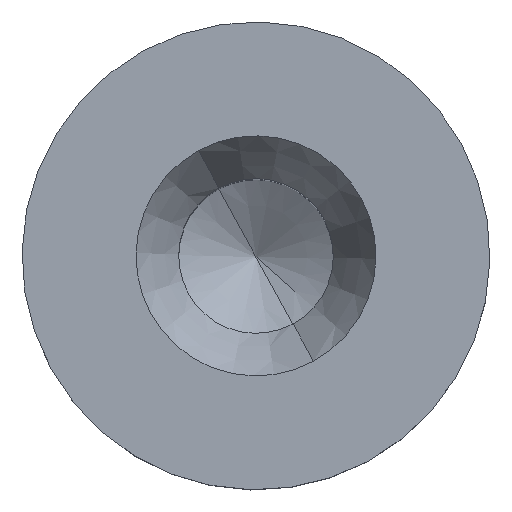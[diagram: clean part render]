
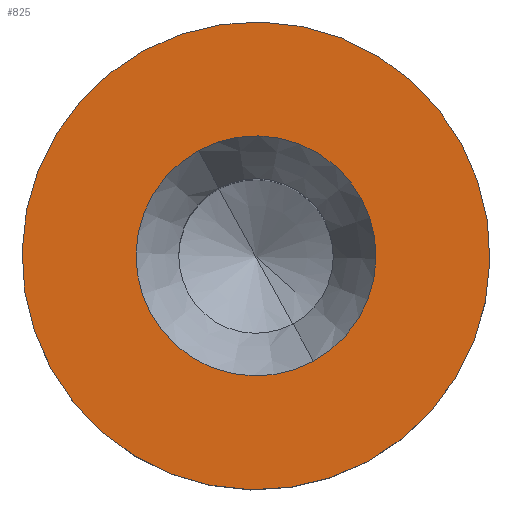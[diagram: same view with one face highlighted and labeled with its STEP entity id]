
A CAD part, top view. The second image highlights one B-rep face of the part: STEP entity #825.
In plain terms, the highlighted planar face has unit normal (0, 0, 1).
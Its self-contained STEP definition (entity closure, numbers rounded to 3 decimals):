
#277=AXIS2_PLACEMENT_3D('Circle Axis2P3D',#275,#276,$) ;
#296=AXIS2_PLACEMENT_3D('Circle Axis2P3D',#294,#295,$) ;
#336=AXIS2_PLACEMENT_3D('Circle Axis2P3D',#334,#335,$) ;
#353=AXIS2_PLACEMENT_3D('Circle Axis2P3D',#351,#352,$) ;
#815=AXIS2_PLACEMENT_3D('Plane Axis2P3D',#812,#813,#814) ;
#272=CARTESIAN_POINT('Vertex',(8.507,0.704,31.604)) ;
#275=CARTESIAN_POINT('Axis2P3D Location',(5.75,5.75,31.604)) ;
#279=CARTESIAN_POINT('Vertex',(2.993,10.796,31.604)) ;
#294=CARTESIAN_POINT('Axis2P3D Location',(5.75,5.75,31.604)) ;
#315=CARTESIAN_POINT('Vertex',(7.164,3.161,31.604)) ;
#331=CARTESIAN_POINT('Vertex',(4.336,8.339,31.604)) ;
#334=CARTESIAN_POINT('Axis2P3D Location',(5.75,5.75,31.604)) ;
#351=CARTESIAN_POINT('Axis2P3D Location',(5.75,5.75,31.604)) ;
#812=CARTESIAN_POINT('Axis2P3D Location',(5.75,11.5,31.604)) ;
#276=DIRECTION('Axis2P3D Direction',(0.,0.,1.)) ;
#295=DIRECTION('Axis2P3D Direction',(0.,0.,1.)) ;
#335=DIRECTION('Axis2P3D Direction',(0.,0.,1.)) ;
#352=DIRECTION('Axis2P3D Direction',(0.,0.,1.)) ;
#813=DIRECTION('Axis2P3D Direction',(0.,0.,1.)) ;
#814=DIRECTION('Axis2P3D XDirection',(1.,0.,0.)) ;
#818=ORIENTED_EDGE('',*,*,#298,.T.) ;
#819=ORIENTED_EDGE('',*,*,#281,.T.) ;
#822=ORIENTED_EDGE('',*,*,#338,.F.) ;
#823=ORIENTED_EDGE('',*,*,#355,.F.) ;
#824=FACE_BOUND('',#821,.T.) ;
#825=ADVANCED_FACE('Koerper.2',(#820,#824),#816,.T.) ;
#278=CIRCLE('generated circle',#277,5.75) ;
#297=CIRCLE('generated circle',#296,5.75) ;
#337=CIRCLE('generated circle',#336,2.95) ;
#354=CIRCLE('generated circle',#353,2.95) ;
#281=EDGE_CURVE('',#280,#273,#278,.T.) ;
#298=EDGE_CURVE('',#273,#280,#297,.T.) ;
#338=EDGE_CURVE('',#332,#316,#337,.T.) ;
#355=EDGE_CURVE('',#316,#332,#354,.T.) ;
#817=EDGE_LOOP('',(#818,#819)) ;
#821=EDGE_LOOP('',(#822,#823)) ;
#820=FACE_OUTER_BOUND('',#817,.T.) ;
#816=PLANE('',#815) ;
#273=VERTEX_POINT('',#272) ;
#280=VERTEX_POINT('',#279) ;
#316=VERTEX_POINT('',#315) ;
#332=VERTEX_POINT('',#331) ;
